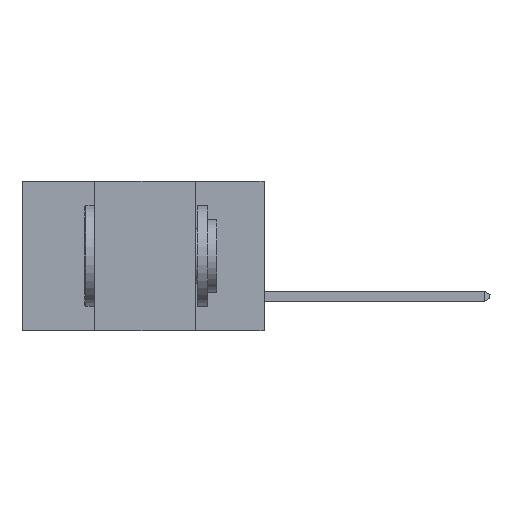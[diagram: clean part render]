
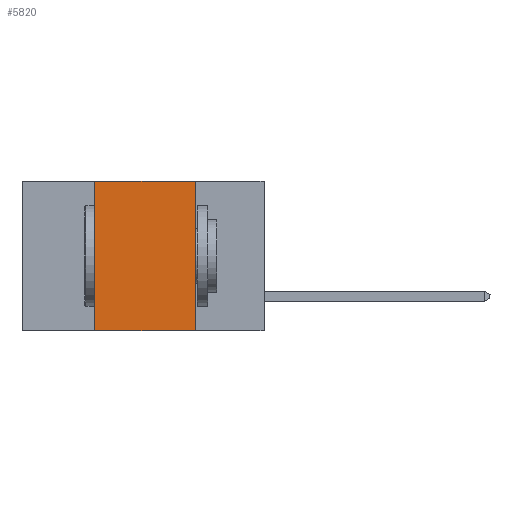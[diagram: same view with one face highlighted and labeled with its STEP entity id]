
A CAD part, left-side view. The second image highlights one B-rep face of the part: STEP entity #5820.
In plain terms, the highlighted planar face has unit normal (-1, 0, 0).
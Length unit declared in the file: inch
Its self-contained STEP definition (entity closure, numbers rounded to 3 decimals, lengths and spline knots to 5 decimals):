
#755 = VERTEX_POINT ( 'NONE', #3661 ) ;
#928 = VECTOR ( 'NONE', #6422, 39.37008 ) ;
#2042 = VERTEX_POINT ( 'NONE', #2775 ) ;
#2046 = CARTESIAN_POINT ( 'NONE',  ( 0., 0.6, -0.37 ) ) ;
#2775 = CARTESIAN_POINT ( 'NONE',  ( 0., 0.42, 0. ) ) ;
#3661 = CARTESIAN_POINT ( 'NONE',  ( 0., 0.17, 0. ) ) ;
#3709 = DIRECTION ( 'NONE',  ( 0., -1., 0. ) ) ;
#4127 = ORIENTED_EDGE ( 'NONE', *, *, #9816, .F. ) ;
#4460 = FACE_OUTER_BOUND ( 'NONE', #22397, .T. ) ;
#5820 = ADVANCED_FACE ( 'NONE', ( #4460 ), #6244, .F. ) ;
#6244 = PLANE ( 'NONE',  #24568 ) ;
#6422 = DIRECTION ( 'NONE',  ( 0., -1., 0. ) ) ;
#6808 = DIRECTION ( 'NONE',  ( 1., 0., 0. ) ) ;
#8084 = LINE ( 'NONE', #2046, #13274 ) ;
#9816 = EDGE_CURVE ( 'NONE', #2042, #755, #25122, .T. ) ;
#11943 = CARTESIAN_POINT ( 'NONE',  ( 0., 0.17, -0.37 ) ) ;
#12177 = ORIENTED_EDGE ( 'NONE', *, *, #25554, .F. ) ;
#12928 = DIRECTION ( 'NONE',  ( 0., 0., -1. ) ) ;
#13160 = VERTEX_POINT ( 'NONE', #25690 ) ;
#13274 = VECTOR ( 'NONE', #3709, 39.37008 ) ;
#14596 = ORIENTED_EDGE ( 'NONE', *, *, #20334, .F. ) ;
#15413 = VERTEX_POINT ( 'NONE', #22580 ) ;
#15925 = EDGE_CURVE ( 'NONE', #13160, #15413, #8084, .T. ) ;
#16442 = LINE ( 'NONE', #24628, #16451 ) ;
#16451 = VECTOR ( 'NONE', #18232, 39.37008 ) ;
#16637 = ORIENTED_EDGE ( 'NONE', *, *, #15925, .T. ) ;
#18232 = DIRECTION ( 'NONE',  ( 0., 0., 1. ) ) ;
#18822 = VECTOR ( 'NONE', #24635, 39.37008 ) ;
#18990 = CARTESIAN_POINT ( 'NONE',  ( 0., 0.6, 0. ) ) ;
#20334 = EDGE_CURVE ( 'NONE', #13160, #2042, #16442, .T. ) ;
#22207 = LINE ( 'NONE', #11943, #18822 ) ;
#22397 = EDGE_LOOP ( 'NONE', ( #12177, #4127, #14596, #16637 ) ) ;
#22580 = CARTESIAN_POINT ( 'NONE',  ( 0., 0.17, -0.37 ) ) ;
#23313 = CARTESIAN_POINT ( 'NONE',  ( 0., 0.6, 0. ) ) ;
#24568 = AXIS2_PLACEMENT_3D ( 'NONE', #23313, #6808, #12928 ) ;
#24628 = CARTESIAN_POINT ( 'NONE',  ( 0., 0.42, -0.37 ) ) ;
#24635 = DIRECTION ( 'NONE',  ( 0., 0., -1. ) ) ;
#25122 = LINE ( 'NONE', #18990, #928 ) ;
#25554 = EDGE_CURVE ( 'NONE', #755, #15413, #22207, .T. ) ;
#25690 = CARTESIAN_POINT ( 'NONE',  ( 0., 0.42, -0.37 ) ) ;
